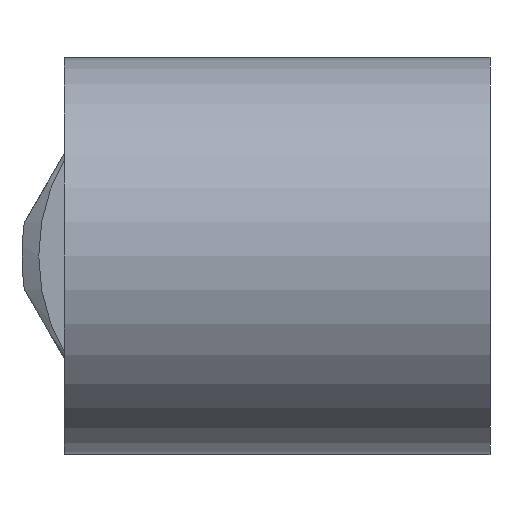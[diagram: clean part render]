
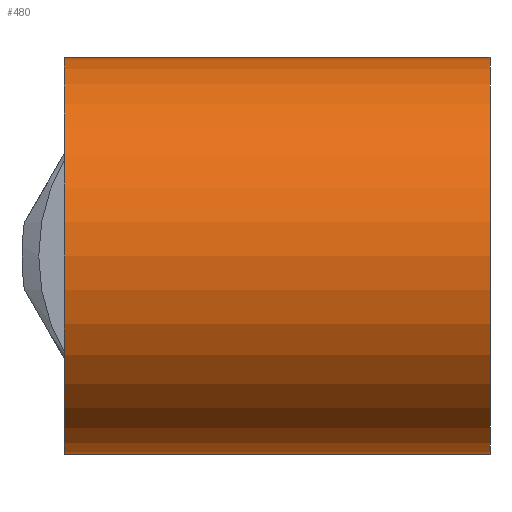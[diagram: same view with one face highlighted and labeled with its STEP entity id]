
A CAD part, left-side view. The second image highlights one B-rep face of the part: STEP entity #480.
In plain terms, the highlighted cylindrical face has radius 7 mm (diameter 14 mm), a partial arc.
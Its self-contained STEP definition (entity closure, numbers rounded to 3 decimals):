
#232 = CARTESIAN_POINT ( 'NONE',  ( 0., 6., 7. ) ) ;
#243 = CARTESIAN_POINT ( 'NONE',  ( 0., 6., -7. ) ) ;
#250 = CARTESIAN_POINT ( 'NONE',  ( 0., -9., 7. ) ) ;
#258 = CARTESIAN_POINT ( 'NONE',  ( 0., -9., -7. ) ) ;
#480 = ADVANCED_FACE ( 'NONE', ( #1368 ), #1369, .T. ) ;
#519 = EDGE_CURVE ( 'NONE', #1297, #1282, #1422, .T. ) ;
#526 = EDGE_CURVE ( 'NONE', #1289, #1271, #1424, .T. ) ;
#544 = EDGE_CURVE ( 'NONE', #1282, #1271, #1719, .T. ) ;
#546 = EDGE_CURVE ( 'NONE', #1289, #1297, #1648, .T. ) ;
#638 = CARTESIAN_POINT ( 'NONE',  ( 0., 13.586, 7. ) ) ;
#639 = DIRECTION ( 'NONE',  ( 0., 1., 0. ) ) ;
#726 = CARTESIAN_POINT ( 'NONE',  ( 0., 6., 0. ) ) ;
#727 = DIRECTION ( 'NONE',  ( 0., 1., 0. ) ) ;
#728 = DIRECTION ( 'NONE',  ( 0., 0., 1. ) ) ;
#732 = CARTESIAN_POINT ( 'NONE',  ( 0., -9., 0. ) ) ;
#733 = DIRECTION ( 'NONE',  ( 0., -1., 0. ) ) ;
#734 = DIRECTION ( 'NONE',  ( 0., 0., -1. ) ) ;
#1048 = EDGE_LOOP ( 'NONE', ( #2048, #2049, #2050, #2046 ) ) ;
#1091 = VECTOR ( 'NONE', #639, 1000. ) ;
#1108 = VECTOR ( 'NONE', #1953, 1000. ) ;
#1190 = AXIS2_PLACEMENT_3D ( 'NONE', #2425, #2426, #2427 ) ;
#1271 = VERTEX_POINT ( 'NONE', #232 ) ;
#1282 = VERTEX_POINT ( 'NONE', #243 ) ;
#1289 = VERTEX_POINT ( 'NONE', #250 ) ;
#1297 = VERTEX_POINT ( 'NONE', #258 ) ;
#1368 = FACE_OUTER_BOUND ( 'NONE', #1048, .T. ) ;
#1369 = CYLINDRICAL_SURFACE ( 'NONE', #1190, 7. ) ;
#1422 = LINE ( 'NONE', #1952, #1108 ) ;
#1424 = LINE ( 'NONE', #638, #1091 ) ;
#1639 = AXIS2_PLACEMENT_3D ( 'NONE', #732, #733, #734 ) ;
#1641 = AXIS2_PLACEMENT_3D ( 'NONE', #726, #727, #728 ) ;
#1648 = CIRCLE ( 'NONE', #1639, 7. ) ;
#1719 = CIRCLE ( 'NONE', #1641, 7. ) ;
#1952 = CARTESIAN_POINT ( 'NONE',  ( 0., 13.586, -7. ) ) ;
#1953 = DIRECTION ( 'NONE',  ( 0., 1., 0. ) ) ;
#2046 = ORIENTED_EDGE ( 'NONE', *, *, #544, .F. ) ;
#2048 = ORIENTED_EDGE ( 'NONE', *, *, #519, .F. ) ;
#2049 = ORIENTED_EDGE ( 'NONE', *, *, #546, .F. ) ;
#2050 = ORIENTED_EDGE ( 'NONE', *, *, #526, .T. ) ;
#2425 = CARTESIAN_POINT ( 'NONE',  ( 0., 13.586, 0. ) ) ;
#2426 = DIRECTION ( 'NONE',  ( 0., 1., 0. ) ) ;
#2427 = DIRECTION ( 'NONE',  ( 0., 0., 1. ) ) ;
